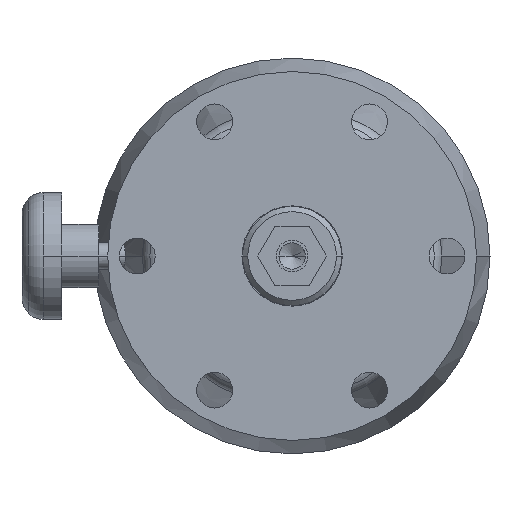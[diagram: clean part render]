
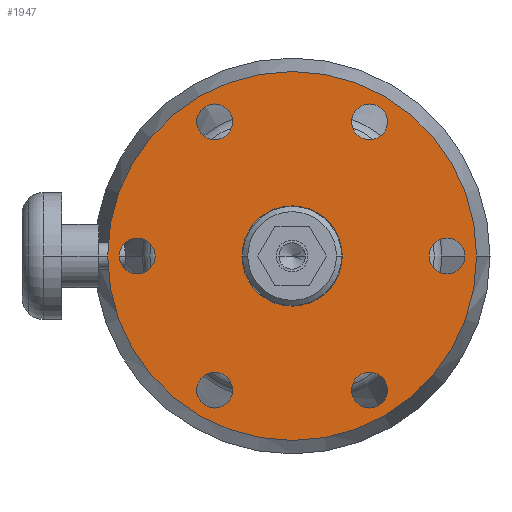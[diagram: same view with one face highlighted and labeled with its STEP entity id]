
A CAD part, left-side view. The second image highlights one B-rep face of the part: STEP entity #1947.
In plain terms, the highlighted planar face has unit normal (-1, 0, 0).
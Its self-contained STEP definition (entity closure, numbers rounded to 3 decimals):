
#181=CARTESIAN_POINT('',(356.,0.,0.));
#182=DIRECTION('',(1.,0.,0.));
#183=DIRECTION('',(0.,-1.,0.));
#184=AXIS2_PLACEMENT_3D('',#181,#182,#183);
#186=CARTESIAN_POINT('',(356.,0.,0.));
#187=DIRECTION('',(1.,0.,0.));
#188=DIRECTION('',(0.,1.,0.));
#189=AXIS2_PLACEMENT_3D('',#186,#187,#188);
#191=CARTESIAN_POINT('',(356.,29.35,0.));
#192=DIRECTION('',(-1.,0.,0.));
#193=DIRECTION('',(0.,0.,-1.));
#194=AXIS2_PLACEMENT_3D('',#191,#192,#193);
#196=CARTESIAN_POINT('',(356.,29.35,0.));
#197=DIRECTION('',(-1.,0.,0.));
#198=DIRECTION('',(0.,0.,1.));
#199=AXIS2_PLACEMENT_3D('',#196,#197,#198);
#201=CARTESIAN_POINT('',(356.,-14.675,25.418));
#202=DIRECTION('',(-1.,0.,0.));
#203=DIRECTION('',(0.,0.866,0.5));
#204=AXIS2_PLACEMENT_3D('',#201,#202,#203);
#206=CARTESIAN_POINT('',(356.,-14.675,25.418));
#207=DIRECTION('',(-1.,0.,0.));
#208=DIRECTION('',(0.,-0.866,-0.5));
#209=AXIS2_PLACEMENT_3D('',#206,#207,#208);
#211=CARTESIAN_POINT('',(356.,14.675,25.418));
#212=DIRECTION('',(-1.,0.,0.));
#213=DIRECTION('',(0.,0.866,-0.5));
#214=AXIS2_PLACEMENT_3D('',#211,#212,#213);
#216=CARTESIAN_POINT('',(356.,14.675,25.418));
#217=DIRECTION('',(-1.,0.,0.));
#218=DIRECTION('',(0.,-0.866,0.5));
#219=AXIS2_PLACEMENT_3D('',#216,#217,#218);
#221=CARTESIAN_POINT('',(356.,-29.35,0.));
#222=DIRECTION('',(-1.,0.,0.));
#223=DIRECTION('',(0.,0.,1.));
#224=AXIS2_PLACEMENT_3D('',#221,#222,#223);
#226=CARTESIAN_POINT('',(356.,-29.35,0.));
#227=DIRECTION('',(-1.,0.,0.));
#228=DIRECTION('',(0.,0.,-1.));
#229=AXIS2_PLACEMENT_3D('',#226,#227,#228);
#231=CARTESIAN_POINT('',(356.,-14.675,-25.418));
#232=DIRECTION('',(-1.,0.,0.));
#233=DIRECTION('',(0.,-0.866,0.5));
#234=AXIS2_PLACEMENT_3D('',#231,#232,#233);
#236=CARTESIAN_POINT('',(356.,-14.675,-25.418));
#237=DIRECTION('',(-1.,0.,0.));
#238=DIRECTION('',(0.,0.866,-0.5));
#239=AXIS2_PLACEMENT_3D('',#236,#237,#238);
#241=CARTESIAN_POINT('',(356.,14.675,-25.418));
#242=DIRECTION('',(-1.,0.,0.));
#243=DIRECTION('',(0.,-0.866,-0.5));
#244=AXIS2_PLACEMENT_3D('',#241,#242,#243);
#246=CARTESIAN_POINT('',(356.,14.675,-25.418));
#247=DIRECTION('',(-1.,0.,0.));
#248=DIRECTION('',(0.,0.866,0.5));
#249=AXIS2_PLACEMENT_3D('',#246,#247,#248);
#251=CARTESIAN_POINT('',(356.,0.,0.));
#252=DIRECTION('',(-1.,0.,0.));
#253=DIRECTION('',(0.,1.,0.));
#254=AXIS2_PLACEMENT_3D('',#251,#252,#253);
#256=CARTESIAN_POINT('',(356.,0.,0.));
#257=DIRECTION('',(-1.,0.,0.));
#258=DIRECTION('',(0.,-1.,0.));
#259=AXIS2_PLACEMENT_3D('',#256,#257,#258);
#1572=CARTESIAN_POINT('',(356.,34.95,0.));
#1573=VERTEX_POINT('',#1572);
#1574=CARTESIAN_POINT('',(356.,-34.95,0.));
#1575=VERTEX_POINT('',#1574);
#1576=CARTESIAN_POINT('',(356.,9.5,0.));
#1577=CARTESIAN_POINT('',(356.,-9.5,0.));
#1578=VERTEX_POINT('',#1576);
#1579=VERTEX_POINT('',#1577);
#1580=CARTESIAN_POINT('',(356.,29.35,-3.4));
#1581=CARTESIAN_POINT('',(356.,29.35,3.4));
#1582=VERTEX_POINT('',#1580);
#1583=VERTEX_POINT('',#1581);
#1584=CARTESIAN_POINT('',(356.,-11.731,27.118));
#1585=CARTESIAN_POINT('',(356.,-17.619,23.718));
#1586=VERTEX_POINT('',#1584);
#1587=VERTEX_POINT('',#1585);
#1588=CARTESIAN_POINT('',(356.,17.619,23.718));
#1589=CARTESIAN_POINT('',(356.,11.731,27.118));
#1590=VERTEX_POINT('',#1588);
#1591=VERTEX_POINT('',#1589);
#1592=CARTESIAN_POINT('',(356.,-29.35,3.4));
#1593=CARTESIAN_POINT('',(356.,-29.35,-3.4));
#1594=VERTEX_POINT('',#1592);
#1595=VERTEX_POINT('',#1593);
#1596=CARTESIAN_POINT('',(356.,-17.619,-23.718));
#1597=CARTESIAN_POINT('',(356.,-11.731,-27.118));
#1598=VERTEX_POINT('',#1596);
#1599=VERTEX_POINT('',#1597);
#1600=CARTESIAN_POINT('',(356.,11.731,-27.118));
#1601=CARTESIAN_POINT('',(356.,17.619,-23.718));
#1602=VERTEX_POINT('',#1600);
#1603=VERTEX_POINT('',#1601);
#1896=CARTESIAN_POINT('',(356.,0.,0.));
#1897=DIRECTION('',(1.,0.,0.));
#1898=DIRECTION('',(0.,0.,1.));
#1899=AXIS2_PLACEMENT_3D('',#1896,#1897,#1898);
#1900=PLANE('',#1899);
#1901=ORIENTED_EDGE('',*,*,#1890,.T.);
#1902=ORIENTED_EDGE('',*,*,#1876,.T.);
#1903=EDGE_LOOP('',(#1901,#1902));
#1904=FACE_OUTER_BOUND('',#1903,.F.);
#1906=ORIENTED_EDGE('',*,*,#1905,.T.);
#1908=ORIENTED_EDGE('',*,*,#1907,.T.);
#1909=EDGE_LOOP('',(#1906,#1908));
#1910=FACE_BOUND('',#1909,.F.);
#1912=ORIENTED_EDGE('',*,*,#1911,.T.);
#1914=ORIENTED_EDGE('',*,*,#1913,.T.);
#1915=EDGE_LOOP('',(#1912,#1914));
#1916=FACE_BOUND('',#1915,.F.);
#1918=ORIENTED_EDGE('',*,*,#1917,.T.);
#1920=ORIENTED_EDGE('',*,*,#1919,.T.);
#1921=EDGE_LOOP('',(#1918,#1920));
#1922=FACE_BOUND('',#1921,.F.);
#1924=ORIENTED_EDGE('',*,*,#1923,.T.);
#1926=ORIENTED_EDGE('',*,*,#1925,.T.);
#1927=EDGE_LOOP('',(#1924,#1926));
#1928=FACE_BOUND('',#1927,.F.);
#1930=ORIENTED_EDGE('',*,*,#1929,.T.);
#1932=ORIENTED_EDGE('',*,*,#1931,.T.);
#1933=EDGE_LOOP('',(#1930,#1932));
#1934=FACE_BOUND('',#1933,.F.);
#1936=ORIENTED_EDGE('',*,*,#1935,.T.);
#1938=ORIENTED_EDGE('',*,*,#1937,.T.);
#1939=EDGE_LOOP('',(#1936,#1938));
#1940=FACE_BOUND('',#1939,.F.);
#1942=ORIENTED_EDGE('',*,*,#1941,.T.);
#1944=ORIENTED_EDGE('',*,*,#1943,.T.);
#1945=EDGE_LOOP('',(#1942,#1944));
#1946=FACE_BOUND('',#1945,.F.);
#1947=ADVANCED_FACE('',(#1904,#1910,#1916,#1922,#1928,#1934,#1940,#1946),#1900,
.F.);
#185=CIRCLE('',#184,34.95);
#190=CIRCLE('',#189,34.95);
#195=CIRCLE('',#194,3.4);
#200=CIRCLE('',#199,3.4);
#205=CIRCLE('',#204,3.4);
#210=CIRCLE('',#209,3.4);
#215=CIRCLE('',#214,3.4);
#220=CIRCLE('',#219,3.4);
#225=CIRCLE('',#224,3.4);
#230=CIRCLE('',#229,3.4);
#235=CIRCLE('',#234,3.4);
#240=CIRCLE('',#239,3.4);
#245=CIRCLE('',#244,3.4);
#250=CIRCLE('',#249,3.4);
#255=CIRCLE('',#254,9.5);
#260=CIRCLE('',#259,9.5);
#1876=EDGE_CURVE('',#1573,#1575,#190,.T.);
#1890=EDGE_CURVE('',#1575,#1573,#185,.T.);
#1905=EDGE_CURVE('',#1582,#1583,#195,.T.);
#1907=EDGE_CURVE('',#1583,#1582,#200,.T.);
#1911=EDGE_CURVE('',#1586,#1587,#205,.T.);
#1913=EDGE_CURVE('',#1587,#1586,#210,.T.);
#1917=EDGE_CURVE('',#1590,#1591,#215,.T.);
#1919=EDGE_CURVE('',#1591,#1590,#220,.T.);
#1923=EDGE_CURVE('',#1594,#1595,#225,.T.);
#1925=EDGE_CURVE('',#1595,#1594,#230,.T.);
#1929=EDGE_CURVE('',#1598,#1599,#235,.T.);
#1931=EDGE_CURVE('',#1599,#1598,#240,.T.);
#1935=EDGE_CURVE('',#1602,#1603,#245,.T.);
#1937=EDGE_CURVE('',#1603,#1602,#250,.T.);
#1941=EDGE_CURVE('',#1578,#1579,#255,.T.);
#1943=EDGE_CURVE('',#1579,#1578,#260,.T.);
